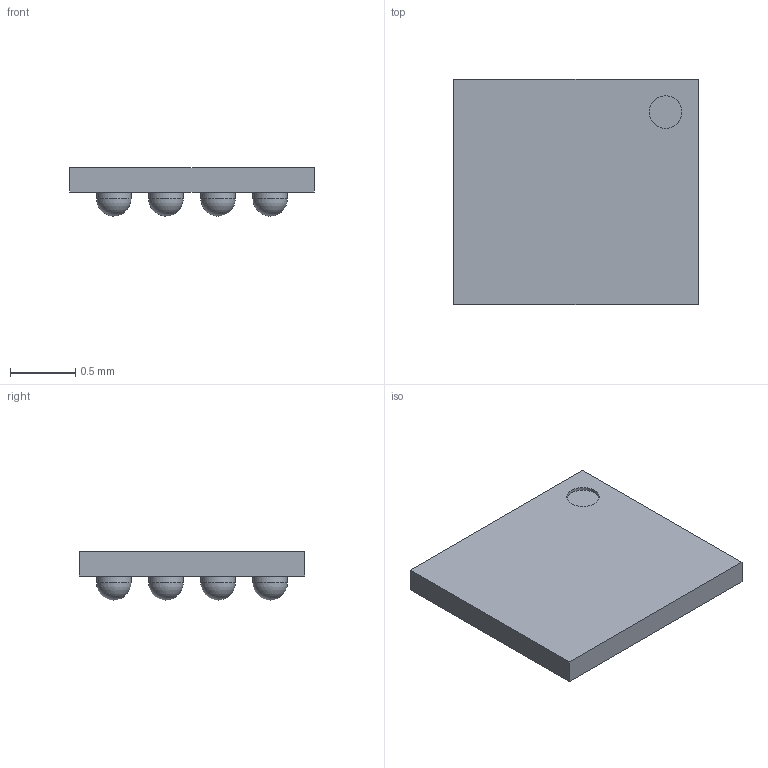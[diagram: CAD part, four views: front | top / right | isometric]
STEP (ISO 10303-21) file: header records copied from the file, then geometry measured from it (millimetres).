
FILE_DESCRIPTION(/* description */ (''),/* implementation_level */ '2;1');
FILE_NAME(/* name */ '5ef64f82108a03136466208f',/* time_stamp */ '2020-06-26T19:41:54+00:00',/* author */ (''),/* organization */ (''),/* preprocessor_version */ 'ST-DEVELOPER v16.7',/* originating_system */ $,/* authorisation */ $);
FILE_SCHEMA (('AUTOMOTIVE_DESIGN {1 0 10303 214 3 1 1}'));
Length unit declared in the file: metre
Products named in the file (1): Part 1
Bounding box: 1.88 x 1.73 x 0.37 mm (x, y, z)
Volume: 0.7 mm3; surface area: 9 mm2
Topology: 1 solids, 1 shells, 32 faces, 91 edges, 62 vertices
Faces by surface type: cylinder 13, sphere 12, plane 7
Full cylindrical faces by diameter (mm): 0.25 x1, 0.265 x12
Entity records: 932 total; most frequent: DIRECTION 130, CARTESIAN_POINT 105, ORIENTED_EDGE 76, AXIS2_PLACEMENT_3D 59, EDGE_LOOP 58, FACE_BOUND 58, EDGE_CURVE 38, VERTEX_POINT 34
